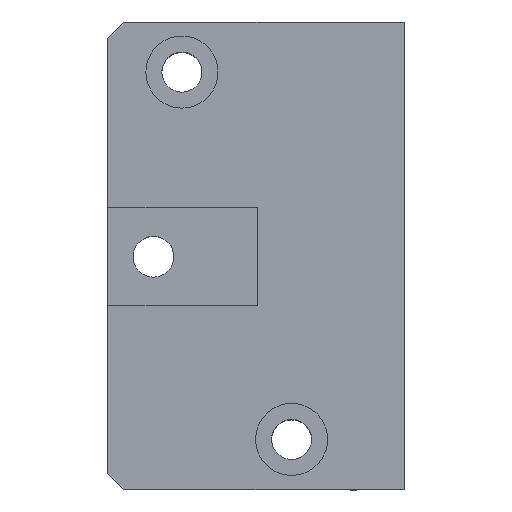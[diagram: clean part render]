
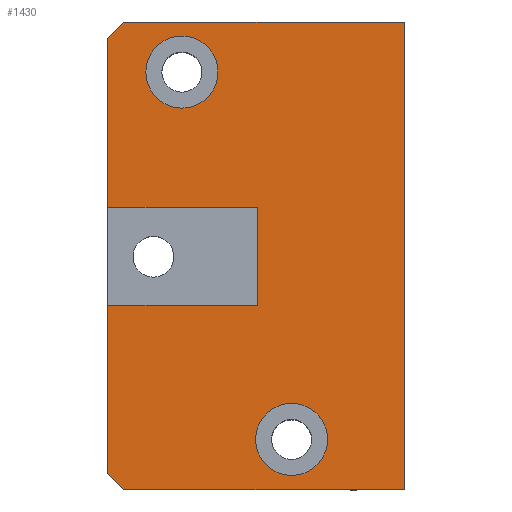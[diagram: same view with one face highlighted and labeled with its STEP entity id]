
A CAD part, top view. The second image highlights one B-rep face of the part: STEP entity #1430.
In plain terms, the highlighted planar face has unit normal (0, 0, 1).
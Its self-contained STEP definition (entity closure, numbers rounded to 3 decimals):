
#42=FACE_BOUND('',#179,.T.);
#43=FACE_BOUND('',#180,.T.);
#58=CIRCLE('',#1525,4.5);
#59=CIRCLE('',#1526,4.5);
#99=FACE_OUTER_BOUND('',#178,.T.);
#178=EDGE_LOOP('',(#1065,#1066,#1067,#1068,#1069,#1070,#1071,#1072,#1073,
#1074));
#179=EDGE_LOOP('',(#1075));
#180=EDGE_LOOP('',(#1076));
#288=LINE('',#2088,#465);
#300=LINE('',#2112,#477);
#321=LINE('',#2158,#498);
#326=LINE('',#2167,#503);
#327=LINE('',#2171,#504);
#328=LINE('',#2173,#505);
#329=LINE('',#2174,#506);
#330=LINE('',#2176,#507);
#331=LINE('',#2177,#508);
#332=LINE('',#2178,#509);
#465=VECTOR('',#1677,10.);
#477=VECTOR('',#1689,10.);
#498=VECTOR('',#1728,10.);
#503=VECTOR('',#1735,10.);
#504=VECTOR('',#1738,10.);
#505=VECTOR('',#1739,1000.);
#506=VECTOR('',#1740,10.);
#507=VECTOR('',#1741,1000.);
#508=VECTOR('',#1742,10.);
#509=VECTOR('',#1743,10.);
#635=VERTEX_POINT('',#2085);
#636=VERTEX_POINT('',#2087);
#647=VERTEX_POINT('',#2109);
#648=VERTEX_POINT('',#2111);
#664=VERTEX_POINT('',#2157);
#666=VERTEX_POINT('',#2163);
#668=VERTEX_POINT('',#2169);
#669=VERTEX_POINT('',#2170);
#670=VERTEX_POINT('',#2172);
#671=VERTEX_POINT('',#2175);
#672=VERTEX_POINT('',#2179);
#673=VERTEX_POINT('',#2181);
#780=EDGE_CURVE('',#636,#635,#288,.T.);
#792=EDGE_CURVE('',#648,#647,#300,.T.);
#815=EDGE_CURVE('',#664,#636,#321,.T.);
#820=EDGE_CURVE('',#666,#648,#326,.T.);
#821=EDGE_CURVE('',#668,#669,#327,.T.);
#822=EDGE_CURVE('',#670,#669,#328,.T.);
#823=EDGE_CURVE('',#670,#666,#329,.T.);
#824=EDGE_CURVE('',#647,#671,#330,.T.);
#825=EDGE_CURVE('',#671,#664,#331,.T.);
#826=EDGE_CURVE('',#635,#668,#332,.T.);
#827=EDGE_CURVE('',#672,#672,#58,.T.);
#828=EDGE_CURVE('',#673,#673,#59,.T.);
#1065=ORIENTED_EDGE('',*,*,#821,.T.);
#1066=ORIENTED_EDGE('',*,*,#822,.F.);
#1067=ORIENTED_EDGE('',*,*,#823,.T.);
#1068=ORIENTED_EDGE('',*,*,#820,.T.);
#1069=ORIENTED_EDGE('',*,*,#792,.T.);
#1070=ORIENTED_EDGE('',*,*,#824,.T.);
#1071=ORIENTED_EDGE('',*,*,#825,.T.);
#1072=ORIENTED_EDGE('',*,*,#815,.T.);
#1073=ORIENTED_EDGE('',*,*,#780,.T.);
#1074=ORIENTED_EDGE('',*,*,#826,.T.);
#1075=ORIENTED_EDGE('',*,*,#827,.T.);
#1076=ORIENTED_EDGE('',*,*,#828,.T.);
#1369=PLANE('',#1524);
#1430=ADVANCED_FACE('',(#99,#42,#43),#1369,.T.);
#1524=AXIS2_PLACEMENT_3D('',#2168,#1736,#1737);
#1525=AXIS2_PLACEMENT_3D('',#2180,#1744,#1745);
#1526=AXIS2_PLACEMENT_3D('',#2182,#1746,#1747);
#1677=DIRECTION('',(0.,-1.,0.));
#1689=DIRECTION('',(0.,-1.,0.));
#1728=DIRECTION('',(-1.,0.,0.));
#1735=DIRECTION('',(-0.707,-0.707,0.));
#1736=DIRECTION('center_axis',(0.,0.,
1.));
#1737=DIRECTION('ref_axis',(-1.,0.,0.));
#1738=DIRECTION('',(1.,0.,0.));
#1739=DIRECTION('',(0.,-1.,0.));
#1740=DIRECTION('',(-1.,0.,0.));
#1741=DIRECTION('',(1.,0.,0.));
#1742=DIRECTION('',(0.,-1.,0.));
#1743=DIRECTION('',(0.707,-0.707,0.));
#1744=DIRECTION('center_axis',(0.,0.,
-1.));
#1745=DIRECTION('ref_axis',(-1.,0.,0.));
#1746=DIRECTION('center_axis',(0.,0.,
-1.));
#1747=DIRECTION('ref_axis',(-1.,0.,0.));
#2085=CARTESIAN_POINT('',(35.3,4.9,50.));
#2087=CARTESIAN_POINT('',(35.3,25.9,50.));
#2088=CARTESIAN_POINT('',(35.3,32.075,50.));
#2109=CARTESIAN_POINT('',(35.3,38.1,50.));
#2111=CARTESIAN_POINT('',(35.3,59.25,50.));
#2112=CARTESIAN_POINT('',(35.3,32.075,50.));
#2157=CARTESIAN_POINT('',(54.,25.9,50.));
#2158=CARTESIAN_POINT('',(53.394,25.9,50.));
#2163=CARTESIAN_POINT('',(37.3,61.25,50.));
#2167=CARTESIAN_POINT('',(34.953,58.903,50.));
#2168=CARTESIAN_POINT('Origin',(53.8,32.075,50.));
#2169=CARTESIAN_POINT('',(37.3,2.9,50.));
#2170=CARTESIAN_POINT('',(72.3,2.9,50.));
#2171=CARTESIAN_POINT('',(48.4,2.9,50.));
#2172=CARTESIAN_POINT('',(72.3,61.25,50.));
#2173=CARTESIAN_POINT('',(72.3,32.075,50.));
#2174=CARTESIAN_POINT('',(56.93,61.25,50.));
#2175=CARTESIAN_POINT('',(54.,38.1,50.));
#2176=CARTESIAN_POINT('',(53.8,38.1,50.));
#2177=CARTESIAN_POINT('',(54.,32.075,50.));
#2178=CARTESIAN_POINT('',(32.953,7.247,50.));
#2179=CARTESIAN_POINT('',(62.75,9.15,50.));
#2180=CARTESIAN_POINT('Origin',(58.25,9.15,50.));
#2181=CARTESIAN_POINT('',(49.05,55.,50.));
#2182=CARTESIAN_POINT('Origin',(44.55,55.,50.));
